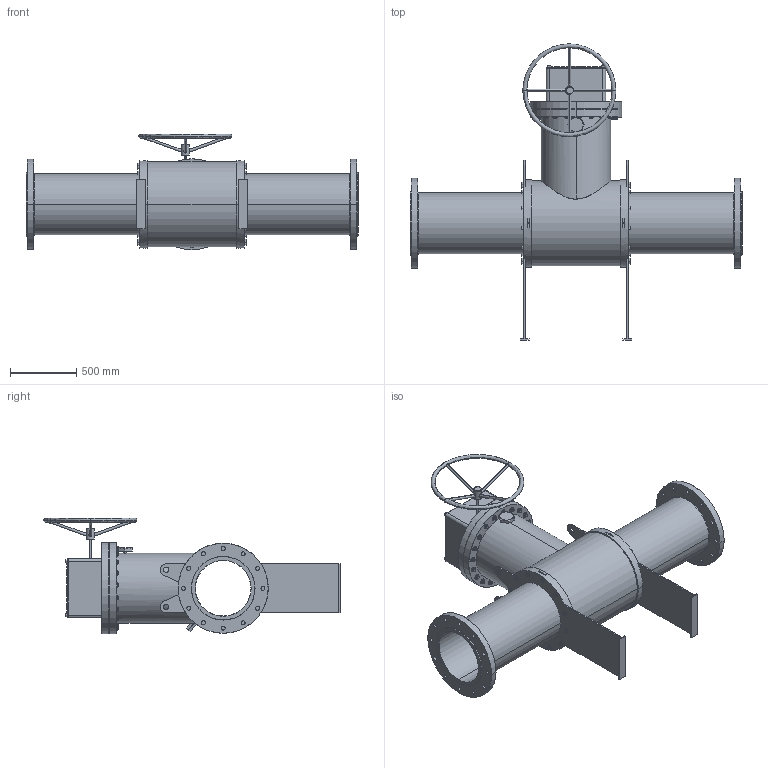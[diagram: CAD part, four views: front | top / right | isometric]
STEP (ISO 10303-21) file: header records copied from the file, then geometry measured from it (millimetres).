
FILE_DESCRIPTION (( 'STEP AP203' ), '1' );
FILE_NAME ('GB2_ANSI_2500_20IN_HD.STEP', '2025-10-06T20:55:40', ( '' ), ( '' ), 'SwSTEP 2.0', 'SolidWorks 2023', '' );
FILE_SCHEMA (( 'CONFIG_CONTROL_DESIGN' ));
Length unit declared in the file: millimetre
Products named in the file (3): hex flange screw_am_B18.2.3.4M - Hex flange screw, M16 x 2.0 x 25 --25N; GB2_ANSI_2500_1500_ANSI_2500_20IN; GB2_ANSI_2500_20IN_HD
Assembly tree (49 placements, depth 2):
  GB2_ANSI_2500_20IN_HD
    GB2_ANSI_2500_1500_ANSI_2500_20IN
    hex flange screw_am_B18.2.3.4M - Hex flange screw, M16 x 2.0 x 25 --25N  x48
Bounding box: 2500 x 2230 x 870.98 mm (x, y, z)
Volume: 435807384.9 mm3; surface area: 13401554.3 mm2
Topology: 50 solids, 50 shells, 1982 faces, 4468 edges, 2682 vertices
Faces by surface type: plane 640, cone 514, bspline 360, cylinder 342, torus 120, sphere 6
Entity records: 29009 total; most frequent: CARTESIAN_POINT 12423, DIRECTION 3116, ORIENTED_EDGE 3100, EDGE_CURVE 1550, AXIS2_PLACEMENT_3D 1205, VERTEX_POINT 988, EDGE_LOOP 784, VECTOR 706
